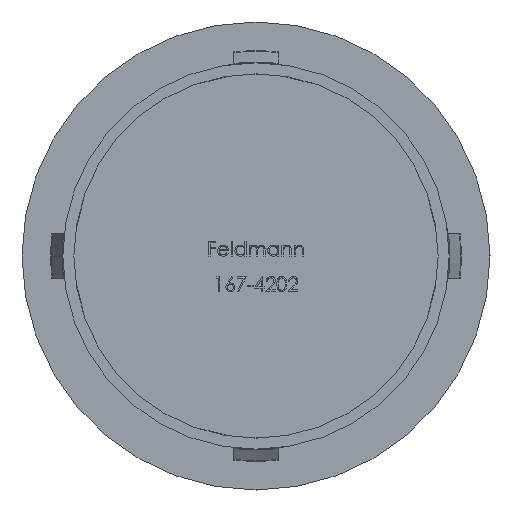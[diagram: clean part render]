
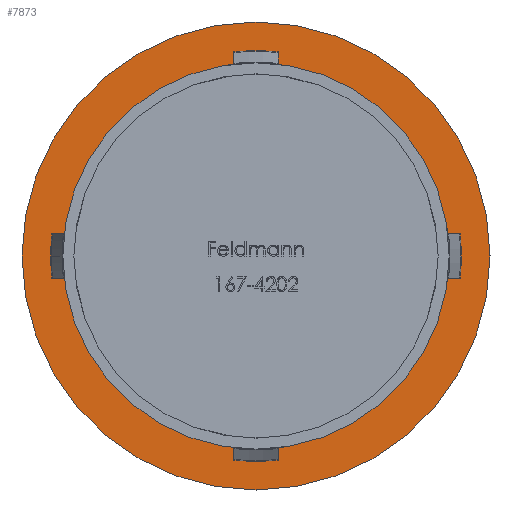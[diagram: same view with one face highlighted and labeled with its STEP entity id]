
A CAD part, front view. The second image highlights one B-rep face of the part: STEP entity #7873.
In plain terms, the highlighted planar face has unit normal (0, -1, 0).
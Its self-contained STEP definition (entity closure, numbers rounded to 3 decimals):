
#101 = CARTESIAN_POINT ( 'NONE',  ( 0., 25.7, 0. ) ) ;
#786 = CIRCLE ( 'NONE', #1485, 17.5 ) ;
#1104 = DIRECTION ( 'NONE',  ( 0., 1., 0. ) ) ;
#1485 = AXIS2_PLACEMENT_3D ( 'NONE', #11361, #3775, #10208 ) ;
#1866 = AXIS2_PLACEMENT_3D ( 'NONE', #8615, #9700, #3306 ) ;
#2052 = CARTESIAN_POINT ( 'NONE',  ( 21.2, 25.7, 0. ) ) ;
#2233 = CIRCLE ( 'NONE', #7141, 21.2 ) ;
#2318 = ORIENTED_EDGE ( 'NONE', *, *, #13575, .F. ) ;
#2678 = VERTEX_POINT ( 'NONE', #10648 ) ;
#2695 = AXIS2_PLACEMENT_3D ( 'NONE', #7484, #1104, #7350 ) ;
#2744 = EDGE_CURVE ( 'NONE', #2678, #9526, #2233, .T. ) ;
#3115 = ORIENTED_EDGE ( 'NONE', *, *, #6335, .T. ) ;
#3226 = DIRECTION ( 'NONE',  ( -1., 0., 0. ) ) ;
#3306 = DIRECTION ( 'NONE',  ( -1., 0., 0. ) ) ;
#3775 = DIRECTION ( 'NONE',  ( 0., 1., 0. ) ) ;
#4363 = FACE_BOUND ( 'NONE', #4743, .T. ) ;
#4615 = DIRECTION ( 'NONE',  ( 0., 1., 0. ) ) ;
#4743 = EDGE_LOOP ( 'NONE', ( #3115, #8006 ) ) ;
#4796 = CIRCLE ( 'NONE', #7969, 21.2 ) ;
#6335 = EDGE_CURVE ( 'NONE', #12709, #10008, #8458, .T. ) ;
#6967 = ORIENTED_EDGE ( 'NONE', *, *, #2744, .F. ) ;
#7097 = CARTESIAN_POINT ( 'NONE',  ( -17.5, 25.7, 0. ) ) ;
#7141 = AXIS2_PLACEMENT_3D ( 'NONE', #101, #7593, #3226 ) ;
#7350 = DIRECTION ( 'NONE',  ( -1., 0., 0. ) ) ;
#7484 = CARTESIAN_POINT ( 'NONE',  ( 0., 25.7, 0. ) ) ;
#7547 = PLANE ( 'NONE',  #1866 ) ;
#7593 = DIRECTION ( 'NONE',  ( 0., 1., 0. ) ) ;
#7873 = ADVANCED_FACE ( 'NONE', ( #13616, #4363 ), #7547, .F. ) ;
#7925 = DIRECTION ( 'NONE',  ( -1., 0., 0. ) ) ;
#7969 = AXIS2_PLACEMENT_3D ( 'NONE', #12261, #4615, #7925 ) ;
#8006 = ORIENTED_EDGE ( 'NONE', *, *, #10388, .T. ) ;
#8345 = CARTESIAN_POINT ( 'NONE',  ( 17.5, 25.7, 0. ) ) ;
#8458 = CIRCLE ( 'NONE', #2695, 17.5 ) ;
#8615 = CARTESIAN_POINT ( 'NONE',  ( 21.2, 25.7, 0. ) ) ;
#9526 = VERTEX_POINT ( 'NONE', #2052 ) ;
#9700 = DIRECTION ( 'NONE',  ( 0., 1., 0. ) ) ;
#10008 = VERTEX_POINT ( 'NONE', #8345 ) ;
#10208 = DIRECTION ( 'NONE',  ( -1., 0., 0. ) ) ;
#10388 = EDGE_CURVE ( 'NONE', #10008, #12709, #786, .T. ) ;
#10648 = CARTESIAN_POINT ( 'NONE',  ( -21.2, 25.7, 0. ) ) ;
#11361 = CARTESIAN_POINT ( 'NONE',  ( 0., 25.7, 0. ) ) ;
#12261 = CARTESIAN_POINT ( 'NONE',  ( 0., 25.7, 0. ) ) ;
#12709 = VERTEX_POINT ( 'NONE', #7097 ) ;
#13047 = EDGE_LOOP ( 'NONE', ( #6967, #2318 ) ) ;
#13575 = EDGE_CURVE ( 'NONE', #9526, #2678, #4796, .T. ) ;
#13616 = FACE_OUTER_BOUND ( 'NONE', #13047, .T. ) ;
